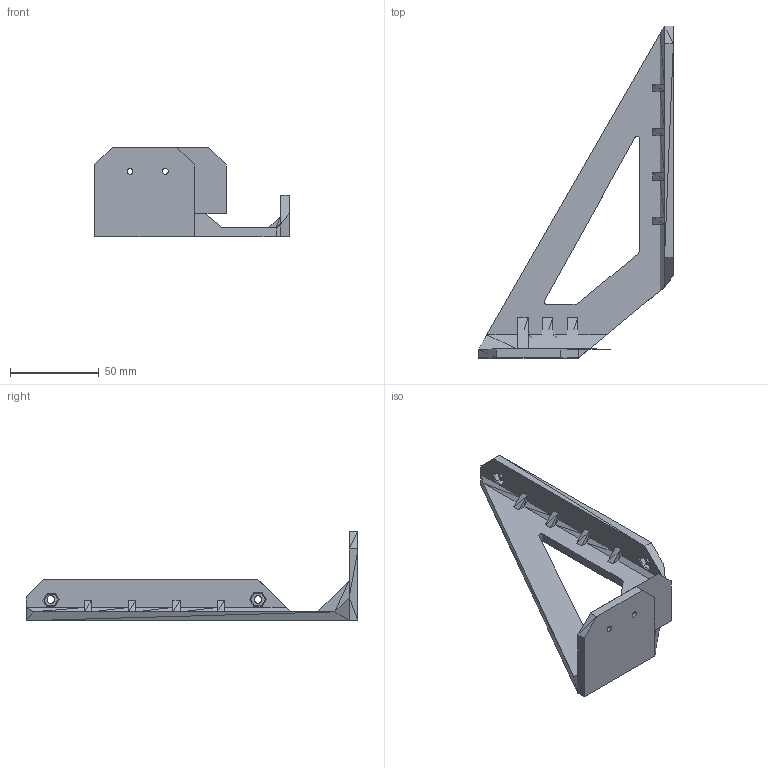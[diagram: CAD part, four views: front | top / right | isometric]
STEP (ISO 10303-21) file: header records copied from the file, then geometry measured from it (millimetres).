
FILE_DESCRIPTION((''),'2;1');
FILE_NAME('PRUSA_I3MK2_FRAMEBRACE_V2_NEW','2019-05-04T11:38:59',('champ'),(''),'CREO PARAMETRIC BY PTC INC, 2018190','CREO PARAMETRIC BY PTC INC, 2018190','');
FILE_SCHEMA(('CONFIG_CONTROL_DESIGN'));
Length unit declared in the file: millimetre
Products named in the file (1): PRUSA_I3MK2_FRAMEBRACE_V2_NEW
Bounding box: 110 x 187.5 x 50.52 mm (x, y, z)
Volume: 67949.5 mm3; surface area: 45983.3 mm2
Topology: 1 solids, 4 shells, 149 faces, 420 edges, 278 vertices
Faces by surface type: plane 129, cylinder 20
Entity records: 4720 total; most frequent: CARTESIAN_POINT 848, DIRECTION 764, ORIENTED_EDGE 738, EDGE_CURVE 420, VECTOR 376, LINE 376, VERTEX_POINT 278, AXIS2_PLACEMENT_3D 194
